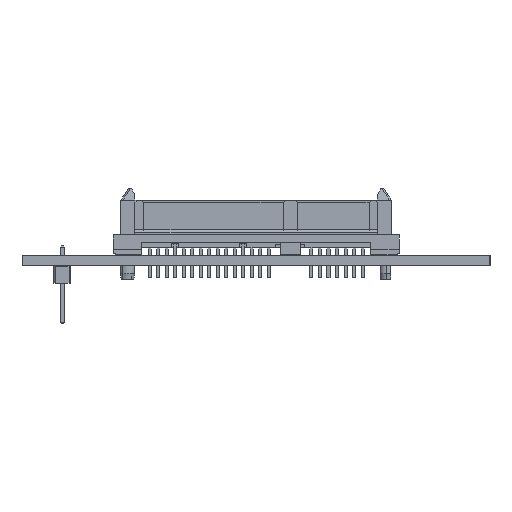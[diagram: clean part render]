
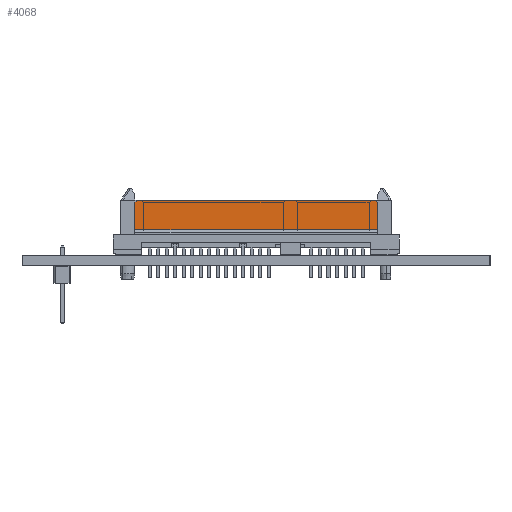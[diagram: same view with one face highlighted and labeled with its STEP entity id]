
A CAD part, left-side view. The second image highlights one B-rep face of the part: STEP entity #4068.
In plain terms, the highlighted face is planar.
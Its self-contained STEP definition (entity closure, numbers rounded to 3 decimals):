
#3314 = VERTEX_POINT('',#3315);
#3315 = CARTESIAN_POINT('',(-17.745,8.15,-1.75));
#3321 = EDGE_CURVE('',#3314,#3322,#3324,.T.);
#3322 = VERTEX_POINT('',#3323);
#3323 = CARTESIAN_POINT('',(17.745,8.15,-1.75));
#3324 = LINE('',#3325,#3326);
#3325 = CARTESIAN_POINT('',(-17.745,8.15,-1.75));
#3326 = VECTOR('',#3327,1.);
#3327 = DIRECTION('',(1.,0.,0.));
#3984 = VERTEX_POINT('',#3985);
#3985 = CARTESIAN_POINT('',(18.095,7.8,-1.75));
#3991 = EDGE_CURVE('',#3992,#3984,#3994,.T.);
#3992 = VERTEX_POINT('',#3993);
#3993 = CARTESIAN_POINT('',(18.095,3.75,-1.75));
#3994 = LINE('',#3995,#3996);
#3995 = CARTESIAN_POINT('',(18.095,3.75,-1.75));
#3996 = VECTOR('',#3997,1.);
#3997 = DIRECTION('',(0.,1.,0.));
#4058 = EDGE_CURVE('',#3984,#3322,#4059,.T.);
#4059 = LINE('',#4060,#4061);
#4060 = CARTESIAN_POINT('',(18.095,7.8,-1.75));
#4061 = VECTOR('',#4062,1.);
#4062 = DIRECTION('',(-0.707,0.707,0.));
#4068 = ADVANCED_FACE('',(#4069),#4096,.T.);
#4069 = FACE_BOUND('',#4070,.F.);
#4070 = EDGE_LOOP('',(#4071,#4081,#4087,#4088,#4089,#4090));
#4071 = ORIENTED_EDGE('',*,*,#4072,.F.);
#4072 = EDGE_CURVE('',#4073,#4075,#4077,.T.);
#4073 = VERTEX_POINT('',#4074);
#4074 = CARTESIAN_POINT('',(-18.095,3.75,-1.75));
#4075 = VERTEX_POINT('',#4076);
#4076 = CARTESIAN_POINT('',(-18.095,7.8,-1.75));
#4077 = LINE('',#4078,#4079);
#4078 = CARTESIAN_POINT('',(-18.095,3.75,-1.75));
#4079 = VECTOR('',#4080,1.);
#4080 = DIRECTION('',(0.,1.,0.));
#4081 = ORIENTED_EDGE('',*,*,#4082,.T.);
#4082 = EDGE_CURVE('',#4073,#3992,#4083,.T.);
#4083 = LINE('',#4084,#4085);
#4084 = CARTESIAN_POINT('',(-18.095,3.75,-1.75));
#4085 = VECTOR('',#4086,1.);
#4086 = DIRECTION('',(1.,0.,0.));
#4087 = ORIENTED_EDGE('',*,*,#3991,.T.);
#4088 = ORIENTED_EDGE('',*,*,#4058,.T.);
#4089 = ORIENTED_EDGE('',*,*,#3321,.F.);
#4090 = ORIENTED_EDGE('',*,*,#4091,.F.);
#4091 = EDGE_CURVE('',#4075,#3314,#4092,.T.);
#4092 = LINE('',#4093,#4094);
#4093 = CARTESIAN_POINT('',(-18.095,7.8,-1.75));
#4094 = VECTOR('',#4095,1.);
#4095 = DIRECTION('',(0.707,0.707,0.));
#4096 = PLANE('',#4097);
#4097 = AXIS2_PLACEMENT_3D('',#4098,#4099,#4100);
#4098 = CARTESIAN_POINT('',(-18.095,3.75,-1.75));
#4099 = DIRECTION('',(0.,0.,-1.));
#4100 = DIRECTION('',(0.,1.,0.));
